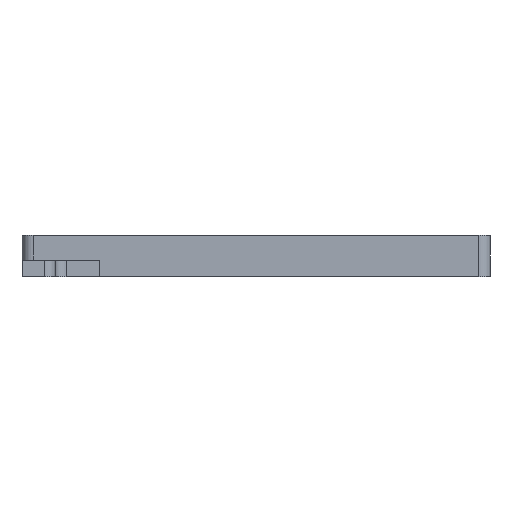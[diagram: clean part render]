
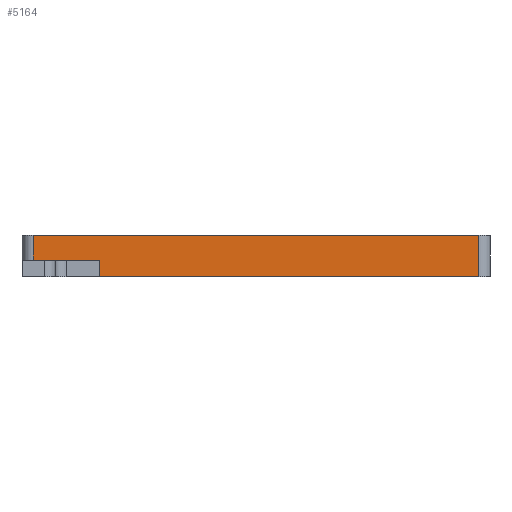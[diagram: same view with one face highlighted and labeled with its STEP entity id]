
A CAD part, left-side view. The second image highlights one B-rep face of the part: STEP entity #5164.
In plain terms, the highlighted planar face has unit normal (-1, 0, 0).
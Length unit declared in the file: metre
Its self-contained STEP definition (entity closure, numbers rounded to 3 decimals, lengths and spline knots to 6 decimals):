
#670=ORIENTED_EDGE('',*,*,#1782,.T.);
#671=ORIENTED_EDGE('',*,*,#2116,.T.);
#672=ORIENTED_EDGE('',*,*,#2117,.F.);
#673=ORIENTED_EDGE('',*,*,#2118,.F.);
#674=ORIENTED_EDGE('',*,*,#2119,.F.);
#675=ORIENTED_EDGE('',*,*,#2120,.T.);
#1782=EDGE_CURVE('',#2549,#2548,#3052,.T.);
#2116=EDGE_CURVE('',#2548,#2806,#3356,.T.);
#2117=EDGE_CURVE('',#2807,#2806,#3357,.T.);
#2118=EDGE_CURVE('',#2808,#2807,#3358,.T.);
#2119=EDGE_CURVE('',#2809,#2808,#3359,.T.);
#2120=EDGE_CURVE('',#2809,#2549,#3360,.F.);
#2548=VERTEX_POINT('',#7279);
#2549=VERTEX_POINT('',#7281);
#2806=VERTEX_POINT('',#7952);
#2807=VERTEX_POINT('',#7954);
#2808=VERTEX_POINT('',#7956);
#2809=VERTEX_POINT('',#7958);
#3052=LINE('',#7280,#3674);
#3356=LINE('',#7951,#3978);
#3357=LINE('',#7953,#3979);
#3358=LINE('',#7955,#3980);
#3359=LINE('',#7957,#3981);
#3360=LINE('',#7959,#3982);
#3674=VECTOR('',#5811,1.);
#3978=VECTOR('',#6335,1.);
#3979=VECTOR('',#6336,1.);
#3980=VECTOR('',#6337,1.);
#3981=VECTOR('',#6338,1.);
#3982=VECTOR('',#6339,1.);
#4362=EDGE_LOOP('',(#670,#671,#672,#673,#674,#675));
#4666=FACE_BOUND('',#4362,.T.);
#4966=PLANE('',#5481);
#5164=ADVANCED_FACE('',(#4666),#4966,.T.);
#5481=AXIS2_PLACEMENT_3D('',#7950,#6333,#6334);
#5811=DIRECTION('',(0.,1.,0.));
#6333=DIRECTION('',(-1.,0.,0.));
#6334=DIRECTION('',(0.,0.,1.));
#6335=DIRECTION('',(0.,0.,-1.));
#6336=DIRECTION('',(0.,1.,0.));
#6337=DIRECTION('',(0.,0.,1.));
#6338=DIRECTION('',(0.,1.,0.));
#6339=DIRECTION('',(0.,0.,-1.));
#7279=CARTESIAN_POINT('',(0.,0.083,0.0065));
#7280=CARTESIAN_POINT('',(0.,0.0425,0.0065));
#7281=CARTESIAN_POINT('',(0.,0.002,0.0065));
#7950=CARTESIAN_POINT('',(0.,0.0425,0.0065));
#7951=CARTESIAN_POINT('',(0.,0.083,0.0065));
#7952=CARTESIAN_POINT('',(0.,0.083,0.002));
#7953=CARTESIAN_POINT('',(0.,0.0425,0.002));
#7954=CARTESIAN_POINT('',(0.,0.071,0.002));
#7955=CARTESIAN_POINT('',(0.,0.071,0.0065));
#7956=CARTESIAN_POINT('',(0.,0.071,-0.001));
#7957=CARTESIAN_POINT('',(0.,0.0425,-0.001));
#7958=CARTESIAN_POINT('',(0.,0.002,-0.001));
#7959=CARTESIAN_POINT('',(0.,0.002,0.0065));
